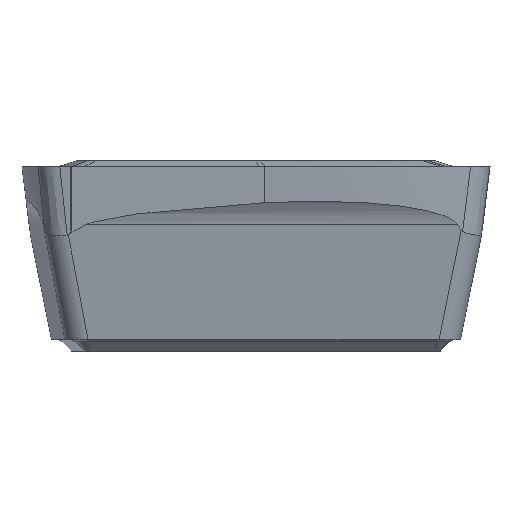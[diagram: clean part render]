
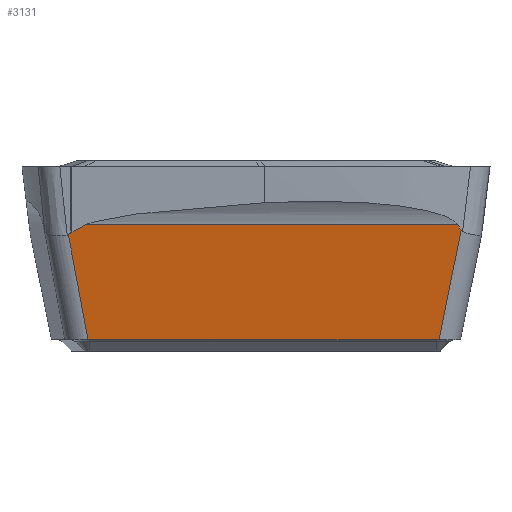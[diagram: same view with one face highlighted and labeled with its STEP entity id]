
A CAD part, left-side view. The second image highlights one B-rep face of the part: STEP entity #3131.
In plain terms, the highlighted planar face has unit normal (-0.981, -0.037, -0.191).
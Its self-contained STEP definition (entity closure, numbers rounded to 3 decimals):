
#370=DIRECTION('',(0.038,-0.999,0.));
#371=VECTOR('',#370,12.385);
#372=CARTESIAN_POINT('',(-7.207,5.924,-6.1));
#373=LINE('',#372,#371);
#470=DIRECTION('',(-0.194,0.18,0.964));
#471=VECTOR('',#470,3.831);
#472=CARTESIAN_POINT('',(-7.207,5.924,-6.1));
#473=LINE('',#472,#471);
#477=DIRECTION('',(0.18,0.194,-0.964));
#478=VECTOR('',#477,4.004);
#479=CARTESIAN_POINT('',(-7.46,-7.231,
-2.239));
#480=LINE('',#479,#478);
#595=CARTESIAN_POINT('',(-7.46,-7.231,
-2.239));
#596=CARTESIAN_POINT('',(-7.474,-7.191,
-2.176));
#597=CARTESIAN_POINT('',(-7.487,-7.15,
-2.113));
#598=CARTESIAN_POINT('',(-7.501,-7.11,
-2.05));
#1194=DIRECTION('',(0.101,0.742,-0.663));
#1195=VECTOR('',#1194,0.1);
#1196=CARTESIAN_POINT('',(-7.962,6.54,
-2.339));
#1197=LINE('',#1196,#1195);
#1216=CARTESIAN_POINT('',(-7.967,6.488,
-2.303));
#1217=CARTESIAN_POINT('',(-7.966,6.507,
-2.313));
#1218=CARTESIAN_POINT('',(-7.964,6.524,
-2.325));
#1219=CARTESIAN_POINT('',(-7.962,6.54,
-2.339));
#1231=DIRECTION('',(0.057,0.883,-0.466));
#1232=VECTOR('',#1231,0.542);
#1233=CARTESIAN_POINT('',(-7.998,6.01,
-2.05));
#1234=LINE('',#1233,#1232);
#1277=DIRECTION('',(-0.038,0.999,0.));
#1278=VECTOR('',#1277,13.129);
#1279=CARTESIAN_POINT('',(-7.501,-7.11,
-2.05));
#1280=LINE('',#1279,#1278);
#2168=CARTESIAN_POINT('',(-7.207,5.924,-6.1));
#2169=CARTESIAN_POINT('',(-6.738,-6.452,-6.1));
#2170=VERTEX_POINT('',#2168);
#2171=VERTEX_POINT('',#2169);
#2181=CARTESIAN_POINT('',(-7.952,6.614,
-2.406));
#2182=VERTEX_POINT('',#2181);
#2183=CARTESIAN_POINT('',(-7.962,6.54,
-2.339));
#2184=VERTEX_POINT('',#2183);
#2185=VERTEX_POINT('',#1216);
#2186=CARTESIAN_POINT('',(-7.998,6.01,
-2.05));
#2187=VERTEX_POINT('',#2186);
#2188=CARTESIAN_POINT('',(-7.501,-7.11,
-2.05));
#2189=VERTEX_POINT('',#2188);
#2190=VERTEX_POINT('',#595);
#3109=CARTESIAN_POINT('',(-7.365,-0.295,
-4.075));
#3110=DIRECTION('',(0.981,0.037,0.191));
#3111=DIRECTION('',(-0.191,-0.007,0.982));
#3112=AXIS2_PLACEMENT_3D('',#3109,#3110,#3111);
#3113=PLANE('',#3112);
#3114=ORIENTED_EDGE('',*,*,#3080,.F.);
#3116=ORIENTED_EDGE('',*,*,#3115,.T.);
#3118=ORIENTED_EDGE('',*,*,#3117,.F.);
#3120=ORIENTED_EDGE('',*,*,#3119,.F.);
#3122=ORIENTED_EDGE('',*,*,#3121,.F.);
#3124=ORIENTED_EDGE('',*,*,#3123,.F.);
#3126=ORIENTED_EDGE('',*,*,#3125,.F.);
#3128=ORIENTED_EDGE('',*,*,#3127,.T.);
#3129=EDGE_LOOP('',(#3114,#3116,#3118,#3120,#3122,#3124,#3126,#3128));
#3130=FACE_OUTER_BOUND('',#3129,.F.);
#599=B_SPLINE_CURVE_WITH_KNOTS('',3,(#595,#596,#597,#598),.UNSPECIFIED.,.F.,.F.,
(4,4),(0.,1.),.UNSPECIFIED.);
#1220=B_SPLINE_CURVE_WITH_KNOTS('',3,(#1216,#1217,#1218,#1219),.UNSPECIFIED.,
.F.,.F.,(4,4),(0.,1.),.UNSPECIFIED.);
#3080=EDGE_CURVE('',#2170,#2171,#373,.T.);
#3115=EDGE_CURVE('',#2170,#2182,#473,.T.);
#3117=EDGE_CURVE('',#2184,#2182,#1197,.T.);
#3119=EDGE_CURVE('',#2185,#2184,#1220,.T.);
#3121=EDGE_CURVE('',#2187,#2185,#1234,.T.);
#3123=EDGE_CURVE('',#2189,#2187,#1280,.T.);
#3125=EDGE_CURVE('',#2190,#2189,#599,.T.);
#3127=EDGE_CURVE('',#2190,#2171,#480,.T.);
#3131=ADVANCED_FACE('',(#3130),#3113,.F.);
